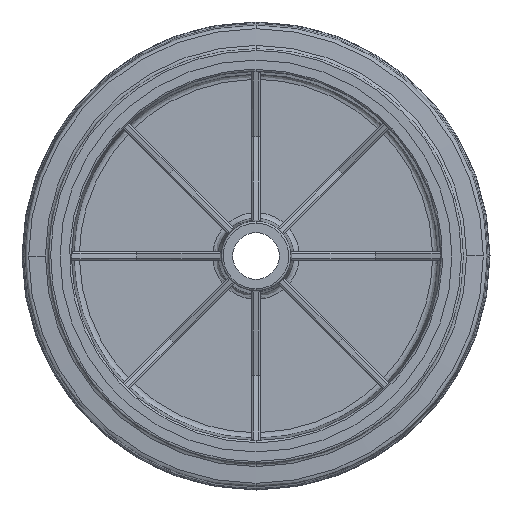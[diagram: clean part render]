
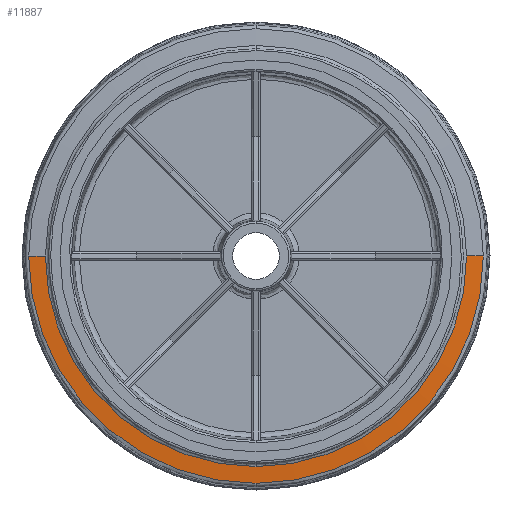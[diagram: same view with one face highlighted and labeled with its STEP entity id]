
A CAD part, left-side view. The second image highlights one B-rep face of the part: STEP entity #11887.
In plain terms, the highlighted conical face has half-angle 86 degrees and reference radius 121.816 mm.
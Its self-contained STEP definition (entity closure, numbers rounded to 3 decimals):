
#64 = CIRCLE ( 'NONE', #6258, 121.816 ) ;
#124 = CIRCLE ( 'NONE', #14909, 121.816 ) ;
#797 = DIRECTION ( 'NONE',  ( -1., 0., 0. ) ) ;
#804 = ORIENTED_EDGE ( 'NONE', *, *, #13773, .F. ) ;
#1059 = EDGE_LOOP ( 'NONE', ( #804, #14250, #12388, #2728, #1595, #5109 ) ) ;
#1595 = ORIENTED_EDGE ( 'NONE', *, *, #15731, .T. ) ;
#2297 = CARTESIAN_POINT ( 'NONE',  ( -22.37, 0., 0. ) ) ;
#2314 = DIRECTION ( 'NONE',  ( 0.07, -0.998, 0. ) ) ;
#2359 = DIRECTION ( 'NONE',  ( 0., 1., 0. ) ) ;
#2605 = VECTOR ( 'NONE', #4005, 1000. ) ;
#2728 = ORIENTED_EDGE ( 'NONE', *, *, #5921, .T. ) ;
#3274 = CARTESIAN_POINT ( 'NONE',  ( -22.37, 112.86, 0. ) ) ;
#3387 = VERTEX_POINT ( 'NONE', #5266 ) ;
#3448 = DIRECTION ( 'NONE',  ( 1., 0., 0. ) ) ;
#3500 = EDGE_CURVE ( 'NONE', #13578, #3387, #124, .T. ) ;
#3559 = AXIS2_PLACEMENT_3D ( 'NONE', #15486, #14401, #6450 ) ;
#4005 = DIRECTION ( 'NONE',  ( 0.07, 0.998, 0. ) ) ;
#5109 = ORIENTED_EDGE ( 'NONE', *, *, #3500, .T. ) ;
#5266 = CARTESIAN_POINT ( 'NONE',  ( -21.744, -121.816, 0. ) ) ;
#5508 = VERTEX_POINT ( 'NONE', #14378 ) ;
#5921 = EDGE_CURVE ( 'NONE', #8274, #7001, #6218, .T. ) ;
#5969 = CARTESIAN_POINT ( 'NONE',  ( -21.744, 0., -121.816 ) ) ;
#5995 = DIRECTION ( 'NONE',  ( -1., 0., 0. ) ) ;
#6101 = VERTEX_POINT ( 'NONE', #9405 ) ;
#6218 = LINE ( 'NONE', #11540, #2605 ) ;
#6258 = AXIS2_PLACEMENT_3D ( 'NONE', #16065, #797, #7191 ) ;
#6450 = DIRECTION ( 'NONE',  ( 0., 1., 0. ) ) ;
#7001 = VERTEX_POINT ( 'NONE', #9448 ) ;
#7191 = DIRECTION ( 'NONE',  ( 0., 1., 0. ) ) ;
#7248 = AXIS2_PLACEMENT_3D ( 'NONE', #2297, #3448, #12530 ) ;
#7410 = DIRECTION ( 'NONE',  ( 0., 0., -1. ) ) ;
#8274 = VERTEX_POINT ( 'NONE', #3274 ) ;
#9047 = AXIS2_PLACEMENT_3D ( 'NONE', #11039, #12308, #7410 ) ;
#9405 = CARTESIAN_POINT ( 'NONE',  ( -22.37, 0., -112.86 ) ) ;
#9448 = CARTESIAN_POINT ( 'NONE',  ( -21.744, 121.816, 0. ) ) ;
#10181 = EDGE_CURVE ( 'NONE', #5508, #6101, #11217, .T. ) ;
#10248 = CIRCLE ( 'NONE', #7248, 112.86 ) ;
#11039 = CARTESIAN_POINT ( 'NONE',  ( -22.37, 0., 0. ) ) ;
#11217 = CIRCLE ( 'NONE', #9047, 112.86 ) ;
#11540 = CARTESIAN_POINT ( 'NONE',  ( -21.744, 121.816, 0. ) ) ;
#11887 = ADVANCED_FACE ( 'NONE', ( #15660 ), #15982, .T. ) ;
#12308 = DIRECTION ( 'NONE',  ( 1., 0., 0. ) ) ;
#12388 = ORIENTED_EDGE ( 'NONE', *, *, #13863, .T. ) ;
#12460 = LINE ( 'NONE', #13905, #14306 ) ;
#12530 = DIRECTION ( 'NONE',  ( 0., 0., -1. ) ) ;
#12604 = CARTESIAN_POINT ( 'NONE',  ( -21.744, 0., 0. ) ) ;
#13578 = VERTEX_POINT ( 'NONE', #5969 ) ;
#13773 = EDGE_CURVE ( 'NONE', #5508, #3387, #12460, .T. ) ;
#13863 = EDGE_CURVE ( 'NONE', #6101, #8274, #10248, .T. ) ;
#13905 = CARTESIAN_POINT ( 'NONE',  ( -21.744, -121.816, 0. ) ) ;
#14250 = ORIENTED_EDGE ( 'NONE', *, *, #10181, .T. ) ;
#14306 = VECTOR ( 'NONE', #2314, 1000. ) ;
#14378 = CARTESIAN_POINT ( 'NONE',  ( -22.37, -112.86, 0. ) ) ;
#14401 = DIRECTION ( 'NONE',  ( 1., 0., 0. ) ) ;
#14909 = AXIS2_PLACEMENT_3D ( 'NONE', #12604, #5995, #2359 ) ;
#15486 = CARTESIAN_POINT ( 'NONE',  ( -21.744, 0., 0. ) ) ;
#15660 = FACE_OUTER_BOUND ( 'NONE', #1059, .T. ) ;
#15731 = EDGE_CURVE ( 'NONE', #7001, #13578, #64, .T. ) ;
#15982 = CONICAL_SURFACE ( 'NONE', #3559, 121.816, 1.501 ) ;
#16065 = CARTESIAN_POINT ( 'NONE',  ( -21.744, 0., 0. ) ) ;
